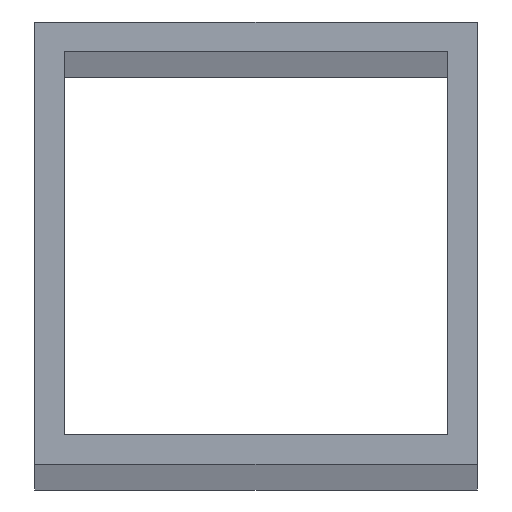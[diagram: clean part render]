
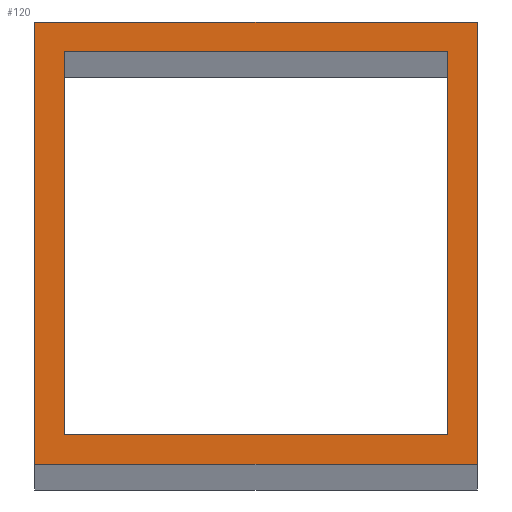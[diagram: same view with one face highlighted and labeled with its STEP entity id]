
A CAD part, top view. The second image highlights one B-rep face of the part: STEP entity #120.
In plain terms, the highlighted planar face has unit normal (0, 0, 1).
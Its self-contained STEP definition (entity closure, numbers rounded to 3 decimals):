
#2 = LINE ( 'NONE', #88, #201 ) ;
#26 = LINE ( 'NONE', #118, #154 ) ;
#29 = CARTESIAN_POINT ( 'NONE',  ( -15., -15., 1000. ) ) ;
#30 = VERTEX_POINT ( 'NONE', #370 ) ;
#34 = CARTESIAN_POINT ( 'NONE',  ( -13., -13., 1000. ) ) ;
#35 = ORIENTED_EDGE ( 'NONE', *, *, #223, .F. ) ;
#37 = LINE ( 'NONE', #181, #232 ) ;
#43 = DIRECTION ( 'NONE',  ( 1., 0., 0. ) ) ;
#44 = EDGE_LOOP ( 'NONE', ( #270, #255, #312, #316 ) ) ;
#48 = CARTESIAN_POINT ( 'NONE',  ( -15., 15., 1000. ) ) ;
#55 = CARTESIAN_POINT ( 'NONE',  ( 0., 0., 1000. ) ) ;
#58 = LINE ( 'NONE', #200, #350 ) ;
#61 = ORIENTED_EDGE ( 'NONE', *, *, #241, .F. ) ;
#71 = ORIENTED_EDGE ( 'NONE', *, *, #151, .F. ) ;
#72 = EDGE_CURVE ( 'NONE', #30, #134, #336, .T. ) ;
#77 = AXIS2_PLACEMENT_3D ( 'NONE', #55, #195, #111 ) ;
#87 = CARTESIAN_POINT ( 'NONE',  ( -15., 15., 1000. ) ) ;
#88 = CARTESIAN_POINT ( 'NONE',  ( 15., -15., 1000. ) ) ;
#107 = FACE_OUTER_BOUND ( 'NONE', #44, .T. ) ;
#110 = CARTESIAN_POINT ( 'NONE',  ( -13., -13., 1000. ) ) ;
#111 = DIRECTION ( 'NONE',  ( -1., 0., 0. ) ) ;
#112 = LINE ( 'NONE', #204, #193 ) ;
#118 = CARTESIAN_POINT ( 'NONE',  ( 13., -13., 1000. ) ) ;
#120 = ADVANCED_FACE ( 'NONE', ( #107, #177 ), #166, .F. ) ;
#131 = DIRECTION ( 'NONE',  ( -1., 0., 0. ) ) ;
#134 = VERTEX_POINT ( 'NONE', #87 ) ;
#135 = DIRECTION ( 'NONE',  ( 0., 1., 0. ) ) ;
#136 = EDGE_CURVE ( 'NONE', #134, #219, #252, .T. ) ;
#140 = DIRECTION ( 'NONE',  ( 0., 1., 0. ) ) ;
#147 = CARTESIAN_POINT ( 'NONE',  ( 15., -15., 1000. ) ) ;
#148 = EDGE_LOOP ( 'NONE', ( #35, #190, #61, #71 ) ) ;
#149 = DIRECTION ( 'NONE',  ( 0., -1., 0. ) ) ;
#151 = EDGE_CURVE ( 'NONE', #184, #171, #26, .T. ) ;
#154 = VECTOR ( 'NONE', #140, 1000. ) ;
#166 = PLANE ( 'NONE',  #77 ) ;
#171 = VERTEX_POINT ( 'NONE', #349 ) ;
#177 = FACE_BOUND ( 'NONE', #148, .T. ) ;
#181 = CARTESIAN_POINT ( 'NONE',  ( -15., -15., 1000. ) ) ;
#183 = CARTESIAN_POINT ( 'NONE',  ( -13., 13., 1000. ) ) ;
#184 = VERTEX_POINT ( 'NONE', #258 ) ;
#186 = EDGE_CURVE ( 'NONE', #341, #209, #292, .T. ) ;
#190 = ORIENTED_EDGE ( 'NONE', *, *, #186, .F. ) ;
#193 = VECTOR ( 'NONE', #320, 1000. ) ;
#195 = DIRECTION ( 'NONE',  ( 0., 0., -1. ) ) ;
#200 = CARTESIAN_POINT ( 'NONE',  ( -13., -13., 1000. ) ) ;
#201 = VECTOR ( 'NONE', #135, 1000. ) ;
#203 = EDGE_CURVE ( 'NONE', #321, #30, #2, .T. ) ;
#204 = CARTESIAN_POINT ( 'NONE',  ( -13., 13., 1000. ) ) ;
#206 = VECTOR ( 'NONE', #261, 1000. ) ;
#209 = VERTEX_POINT ( 'NONE', #34 ) ;
#219 = VERTEX_POINT ( 'NONE', #254 ) ;
#223 = EDGE_CURVE ( 'NONE', #209, #184, #58, .T. ) ;
#224 = DIRECTION ( 'NONE',  ( 1., 0., 0. ) ) ;
#232 = VECTOR ( 'NONE', #43, 1000. ) ;
#235 = VECTOR ( 'NONE', #131, 1000. ) ;
#241 = EDGE_CURVE ( 'NONE', #171, #341, #112, .T. ) ;
#252 = LINE ( 'NONE', #29, #322 ) ;
#254 = CARTESIAN_POINT ( 'NONE',  ( -15., -15., 1000. ) ) ;
#255 = ORIENTED_EDGE ( 'NONE', *, *, #72, .T. ) ;
#258 = CARTESIAN_POINT ( 'NONE',  ( 13., -13., 1000. ) ) ;
#261 = DIRECTION ( 'NONE',  ( 0., -1., 0. ) ) ;
#270 = ORIENTED_EDGE ( 'NONE', *, *, #203, .T. ) ;
#282 = EDGE_CURVE ( 'NONE', #219, #321, #37, .T. ) ;
#292 = LINE ( 'NONE', #110, #206 ) ;
#312 = ORIENTED_EDGE ( 'NONE', *, *, #136, .T. ) ;
#316 = ORIENTED_EDGE ( 'NONE', *, *, #282, .T. ) ;
#320 = DIRECTION ( 'NONE',  ( -1., 0., 0. ) ) ;
#321 = VERTEX_POINT ( 'NONE', #147 ) ;
#322 = VECTOR ( 'NONE', #149, 1000. ) ;
#336 = LINE ( 'NONE', #48, #235 ) ;
#341 = VERTEX_POINT ( 'NONE', #183 ) ;
#349 = CARTESIAN_POINT ( 'NONE',  ( 13., 13., 1000. ) ) ;
#350 = VECTOR ( 'NONE', #224, 1000. ) ;
#370 = CARTESIAN_POINT ( 'NONE',  ( 15., 15., 1000. ) ) ;
